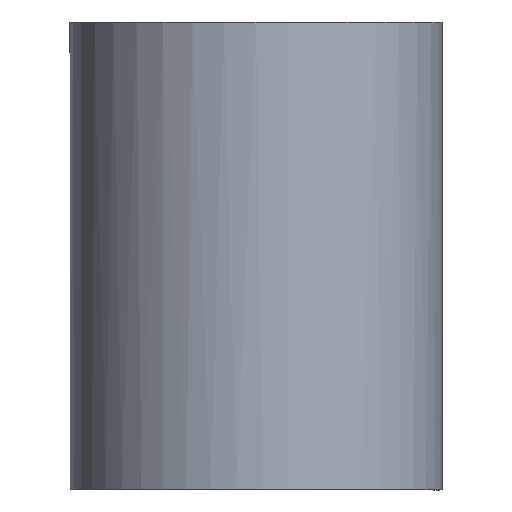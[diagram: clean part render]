
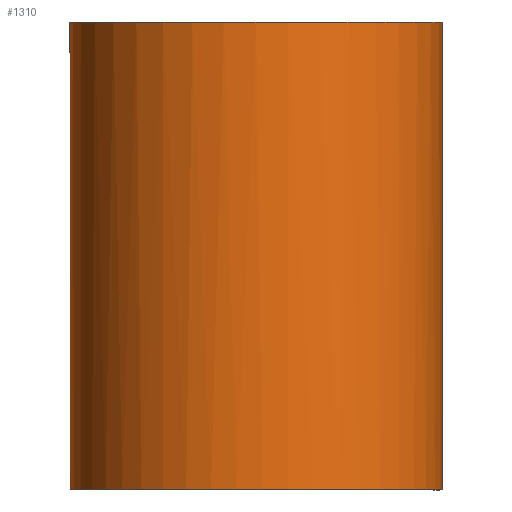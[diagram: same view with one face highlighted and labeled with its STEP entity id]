
A CAD part, front view. The second image highlights one B-rep face of the part: STEP entity #1310.
In plain terms, the highlighted cylindrical face has radius 7.95 mm (diameter 15.9 mm), a full revolution.
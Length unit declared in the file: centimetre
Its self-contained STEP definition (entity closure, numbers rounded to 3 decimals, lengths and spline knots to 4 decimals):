
#52=CYLINDRICAL_SURFACE('',#1745,0.795);
#398=VERTEX_POINT('',#2379);
#428=VERTEX_POINT('',#2484);
#488=CIRCLE('',#1712,0.795);
#498=CIRCLE('',#1746,0.795);
#636=EDGE_CURVE('',#398,#398,#488,.T.);
#695=EDGE_CURVE('',#428,#428,#498,.T.);
#1086=ORIENTED_EDGE('',*,*,#695,.T.);
#1087=ORIENTED_EDGE('',*,*,#636,.T.);
#1162=EDGE_LOOP('',(#1086));
#1163=EDGE_LOOP('',(#1087));
#1238=FACE_BOUND('',#1162,.T.);
#1239=FACE_BOUND('',#1163,.T.);
#1310=ADVANCED_FACE('',(#1238,#1239),#52,.T.);
#1526=DIRECTION('',(0.,0.,1.));
#1527=DIRECTION('',(0.795,0.,0.));
#1618=DIRECTION('',(0.,0.,1.));
#1619=DIRECTION('',(0.795,0.,0.));
#1620=DIRECTION('',(0.,0.,-1.));
#1621=DIRECTION('',(0.795,0.,0.));
#1712=AXIS2_PLACEMENT_3D('',#2378,#1526,#1527);
#1745=AXIS2_PLACEMENT_3D('',#2482,#1618,#1619);
#1746=AXIS2_PLACEMENT_3D('',#2483,#1620,#1621);
#2378=CARTESIAN_POINT('',(0.,0.,0.));
#2379=CARTESIAN_POINT('',(0.795,0.,0.));
#2482=CARTESIAN_POINT('',(0.,0.,0.));
#2483=CARTESIAN_POINT('',(0.,0.,2.));
#2484=CARTESIAN_POINT('',(0.795,0.,2.));
